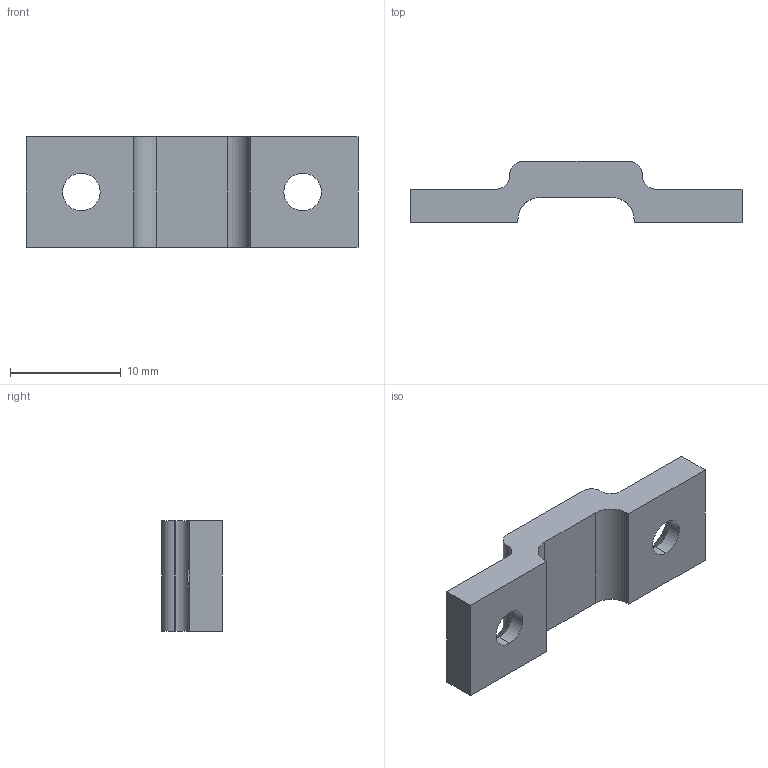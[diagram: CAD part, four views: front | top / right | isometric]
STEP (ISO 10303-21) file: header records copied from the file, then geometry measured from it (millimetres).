
FILE_DESCRIPTION (( 'STEP AP203' ), '1' );
FILE_NAME ('rgb腑沭揤諶.STEP', '2025-07-29T07:38:06', ( 'Windows User' ), ( 'P R C' ), 'SwSTEP 2.0', 'SolidWorks 2025', '' );
FILE_SCHEMA (( 'CONFIG_CONTROL_DESIGN' ));
Length unit declared in the file: millimetre
Products named in the file (1): rgb灯条压扣
Bounding box: 30 x 5.5 x 10 mm (x, y, z)
Volume: 887.3 mm3; surface area: 928.2 mm2
Topology: 1 solids, 1 shells, 31 faces, 85 edges, 54 vertices
Faces by surface type: plane 15, cylinder 12, cone 4
Entity records: 1091 total; most frequent: CARTESIAN_POINT 197, DIRECTION 176, ORIENTED_EDGE 170, EDGE_CURVE 85, AXIS2_PLACEMENT_3D 61, VECTOR 54, LINE 54, VERTEX_POINT 54
